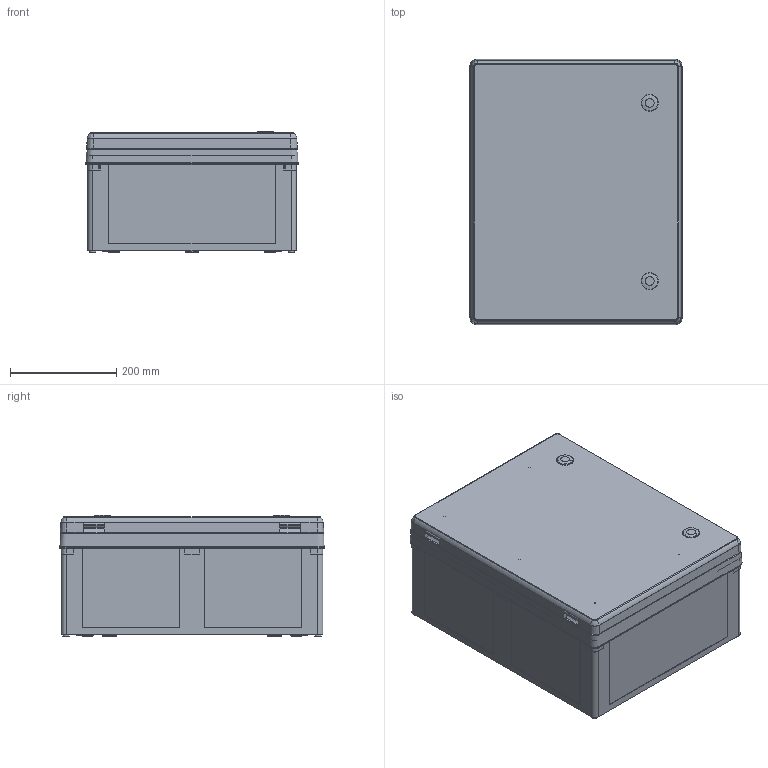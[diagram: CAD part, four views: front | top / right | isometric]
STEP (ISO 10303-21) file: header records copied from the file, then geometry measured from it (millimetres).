
FILE_DESCRIPTION( ( 'STEP AP214' ), '1' );
FILE_NAME( '71174501.stp', '2020-07-23T13:41:33', ( 'License CC BY-ND 4.0' ), ( 'CADENAS' ), ' ', 'PARTsolutions', ' ' );
FILE_SCHEMA( ( 'AUTOMOTIVE_DESIGN { 1 0 10303 214 1 1 1 1 }' ) );
Length unit declared in the file: millimetre
Products named in the file (11): 71174501; _Kasten_4050-18; _rahmen_4050; _rahmenschraube_kurz; _tuer_4050_bt; _scharnier_bg; _schraube_4x13; _geos-s_ drs; _fuehrungselement; _Einschub_mitte_tgw; _Einschub_ecke_tgw
Assembly tree (25 placements, depth 2):
  71174501
    _Kasten_4050-18
    _rahmen_4050
    _rahmenschraube_kurz  x6
    _tuer_4050_bt
    _scharnier_bg  x2
    _schraube_4x13  x4
    _geos-s_ drs  x2
    _fuehrungselement  x2
    _Einschub_mitte_tgw  x2
    _Einschub_ecke_tgw  x4
Bounding box: 400 x 500 x 228.5 mm (x, y, z)
Volume: 1807666.3 mm3; surface area: 2287296.6 mm2
Topology: 24 solids, 41 shells, 3607 faces, 9522 edges, 6292 vertices
Faces by surface type: plane 2327, cylinder 838, cone 290, torus 120, bspline 32
Full cylindrical faces by diameter (mm): 2.5 x4, 3.1 x4, 3.26 x4, 3.45 x99, 4.2 x4, 4.45 x12, 4.5 x4, 4.65 x4, 7.2 x4, 7.5 x9, 8 x8, 8.2 x8, 9 x12, 9.4 x6, 9.5 x6, 10 x6, 11 x6, 13.4 x2, 14.8 x6, 15.5 x6, 16.5 x4, 19 x2, 20.5 x4, 28.5 x4, 30 x2, 32.5 x4, 36.5 x4, 38.5 x2, 40.5 x4
Entity records: 122532 total; most frequent: CARTESIAN_POINT 22415, ORIENTED_EDGE 15498, DIRECTION 15318, EDGE_CURVE 7749, VERTEX_POINT 5349, LINE 5140, VECTOR 5140, AXIS2_PLACEMENT_3D 5089
